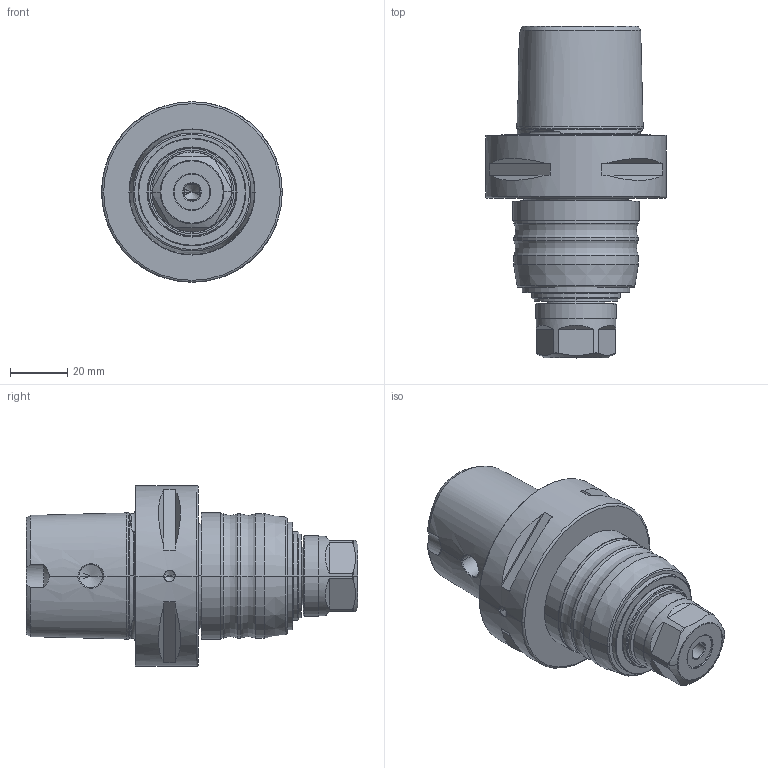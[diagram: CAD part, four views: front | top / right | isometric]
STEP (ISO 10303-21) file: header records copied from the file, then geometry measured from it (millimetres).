
FILE_DESCRIPTION((''),'2;1');
FILE_NAME('23400-C63_23410-ER16','2019-04-12T',('046'),(''),'CREO PARAMETRIC BY PTC INC, 2016260','CREO PARAMETRIC BY PTC INC, 2016260','');
FILE_SCHEMA(('CONFIG_CONTROL_DESIGN'));
Length unit declared in the file: millimetre
Products named in the file (1): 23400-C63_23410-ER16
Bounding box: 63 x 115.71 x 63 mm (x, y, z)
Volume: 153793 mm3; surface area: 31385.7 mm2
Topology: 1 solids, 2 shells, 282 faces, 667 edges, 398 vertices
Faces by surface type: cylinder 78, cone 74, plane 74, torus 42, bspline 14
Entity records: 12105 total; most frequent: CARTESIAN_POINT 5691, DIRECTION 1365, ORIENTED_EDGE 1318, EDGE_CURVE 659, AXIS2_PLACEMENT_3D 574, VERTEX_POINT 398, EDGE_LOOP 309, CIRCLE 306
